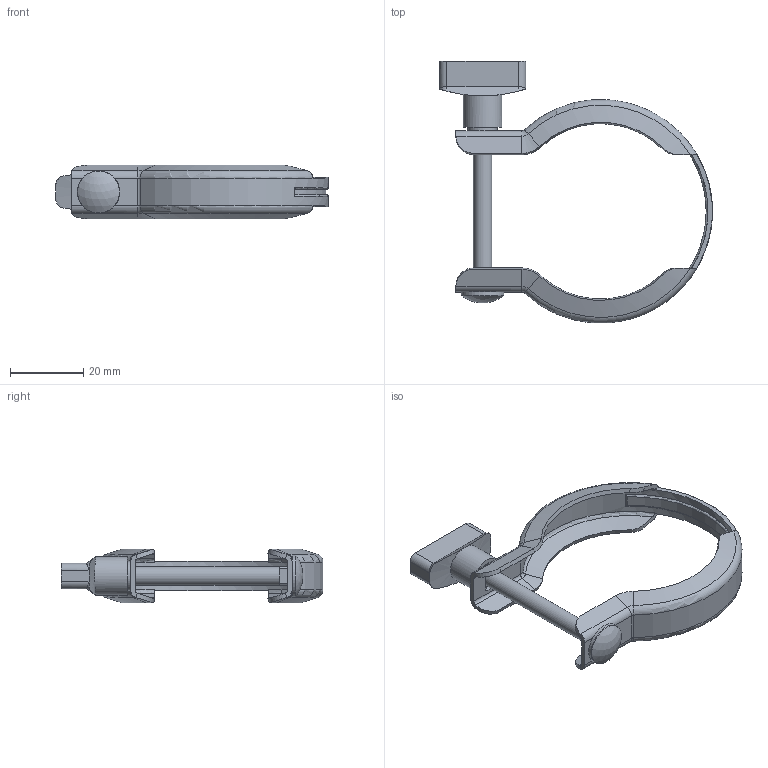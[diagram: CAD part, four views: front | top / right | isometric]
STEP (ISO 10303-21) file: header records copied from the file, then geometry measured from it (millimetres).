
FILE_DESCRIPTION (( 'STEP AP214' ), '1' );
FILE_NAME ('CG1KF40FULLVAC.STEP', '2024-11-19T09:08:42', ( '' ), ( '' ), 'SwSTEP 2.0', 'SolidWorks 2017', '' );
FILE_SCHEMA (( 'AUTOMOTIVE_DESIGN' ));
Length unit declared in the file: millimetre
Products named in the file (1): CG1KF40FULLVAC
Bounding box: 74.45 x 71.44 x 14.7 mm (x, y, z)
Volume: 7339.1 mm3; surface area: 9301.4 mm2
Topology: 5 solids, 5 shells, 151 faces, 354 edges, 215 vertices
Faces by surface type: plane 55, cylinder 46, cone 24, torus 17, bspline 8, sphere 1
Full cylindrical faces by diameter (mm): 5 x1, 8 x1, 10.5 x1, 11.6 x1
Entity records: 13070 total; most frequent: CARTESIAN_POINT 9664, ORIENTED_EDGE 694, DIRECTION 686, EDGE_CURVE 347, AXIS2_PLACEMENT_3D 269, VERTEX_POINT 213, EDGE_LOOP 162, FACE_OUTER_BOUND 156
